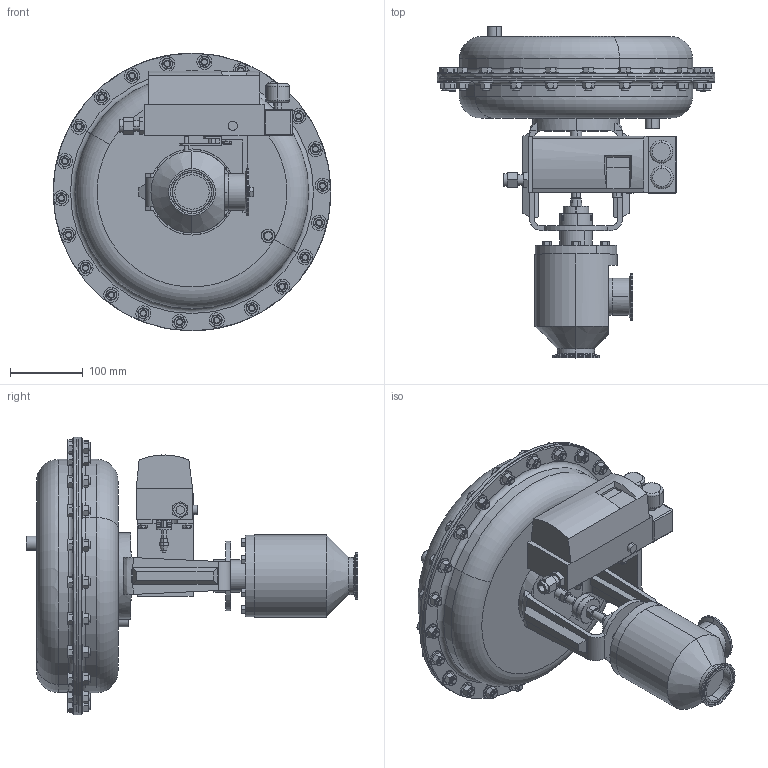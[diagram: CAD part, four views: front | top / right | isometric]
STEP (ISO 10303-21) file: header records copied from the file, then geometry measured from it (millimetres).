
FILE_DESCRIPTION (( 'STEP AP203' ), '1' );
FILE_NAME ('978SP-200-JD-85M-16IQ.STEP', '2017-06-13T12:52:28', ( '' ), ( '' ), 'SwSTEP 2.0', 'SolidWorks 2014', '' );
FILE_SCHEMA (( 'CONFIG_CONTROL_DESIGN' ));
Length unit declared in the file: inch
Products named in the file (2): 978SP-200-JD-85M-16IQ
Bounding box: 381 x 455.45 x 381 mm (x, y, z)
Volume: 12070374.9 mm3; surface area: 593610.6 mm2
Topology: 1 solids, 1 shells, 1474 faces, 3346 edges, 2033 vertices
Faces by surface type: plane 627, cone 539, cylinder 276, torus 26, bspline 4, sphere 2
Entity records: 44518 total; most frequent: CARTESIAN_POINT 12436, ORIENTED_EDGE 6684, DIRECTION 6467, EDGE_CURVE 3342, AXIS2_PLACEMENT_3D 2616, VERTEX_POINT 2033, EDGE_LOOP 1645, ADVANCED_FACE 1474
